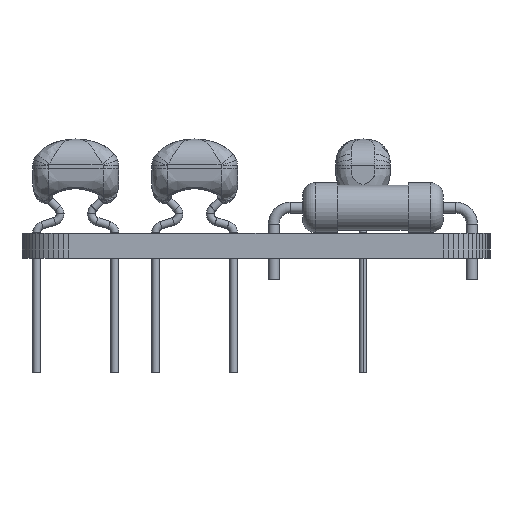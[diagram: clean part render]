
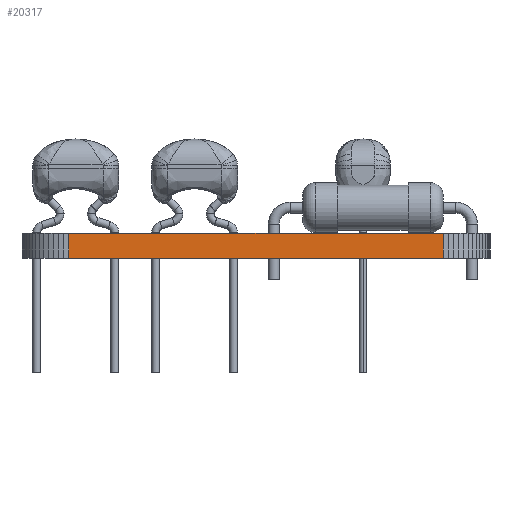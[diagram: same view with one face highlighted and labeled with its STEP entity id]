
A CAD part, front view. The second image highlights one B-rep face of the part: STEP entity #20317.
In plain terms, the highlighted planar face has unit normal (0, -1, 0).
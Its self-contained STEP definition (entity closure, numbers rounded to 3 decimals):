
#13359 = PLANE('',#13360);
#13360 = AXIS2_PLACEMENT_3D('',#13361,#13362,#13363);
#13361 = CARTESIAN_POINT('',(143.,-66.,1.6));
#13362 = DIRECTION('',(-0.,-0.,-1.));
#13363 = DIRECTION('',(-1.,0.,0.));
#13413 = PLANE('',#13414);
#13414 = AXIS2_PLACEMENT_3D('',#13415,#13416,#13417);
#13415 = CARTESIAN_POINT('',(143.,-66.,0.));
#13416 = DIRECTION('',(-0.,-0.,-1.));
#13417 = DIRECTION('',(-1.,0.,0.));
#14278 = VERTEX_POINT('',#14279);
#14279 = CARTESIAN_POINT('',(155.,-85.,0.));
#14293 = PLANE('',#14294);
#14294 = AXIS2_PLACEMENT_3D('',#14295,#14296,#14297);
#14295 = CARTESIAN_POINT('',(155.336,-84.981,0.));
#14296 = DIRECTION('',(0.056,-0.998,0.));
#14297 = DIRECTION('',(-0.998,-0.056,0.));
#14305 = EDGE_CURVE('',#14278,#14306,#14308,.T.);
#14306 = VERTEX_POINT('',#14307);
#14307 = CARTESIAN_POINT('',(131.,-85.,0.));
#14308 = SURFACE_CURVE('',#14309,(#14313,#14320),.PCURVE_S1.);
#14309 = LINE('',#14310,#14311);
#14310 = CARTESIAN_POINT('',(155.,-85.,0.));
#14311 = VECTOR('',#14312,1.);
#14312 = DIRECTION('',(-1.,0.,0.));
#14313 = PCURVE('',#13413,#14314);
#14314 = DEFINITIONAL_REPRESENTATION('',(#14315),#14319);
#14315 = LINE('',#14316,#14317);
#14316 = CARTESIAN_POINT('',(-12.,-19.));
#14317 = VECTOR('',#14318,1.);
#14318 = DIRECTION('',(1.,0.));
#14319 = ( GEOMETRIC_REPRESENTATION_CONTEXT(2) 
PARAMETRIC_REPRESENTATION_CONTEXT() REPRESENTATION_CONTEXT('2D SPACE',''
  ) );
#14320 = PCURVE('',#14321,#14326);
#14321 = PLANE('',#14322);
#14322 = AXIS2_PLACEMENT_3D('',#14323,#14324,#14325);
#14323 = CARTESIAN_POINT('',(155.,-85.,0.));
#14324 = DIRECTION('',(0.,-1.,0.));
#14325 = DIRECTION('',(-1.,0.,0.));
#14326 = DEFINITIONAL_REPRESENTATION('',(#14327),#14331);
#14327 = LINE('',#14328,#14329);
#14328 = CARTESIAN_POINT('',(0.,-0.));
#14329 = VECTOR('',#14330,1.);
#14330 = DIRECTION('',(1.,0.));
#14331 = ( GEOMETRIC_REPRESENTATION_CONTEXT(2) 
PARAMETRIC_REPRESENTATION_CONTEXT() REPRESENTATION_CONTEXT('2D SPACE',''
  ) );
#14349 = PLANE('',#14350);
#14350 = AXIS2_PLACEMENT_3D('',#14351,#14352,#14353);
#14351 = CARTESIAN_POINT('',(131.,-85.,0.));
#14352 = DIRECTION('',(-0.056,-0.998,0.));
#14353 = DIRECTION('',(-0.998,0.056,0.));
#17043 = VERTEX_POINT('',#17044);
#17044 = CARTESIAN_POINT('',(155.,-85.,1.6));
#17065 = EDGE_CURVE('',#17043,#17066,#17068,.T.);
#17066 = VERTEX_POINT('',#17067);
#17067 = CARTESIAN_POINT('',(131.,-85.,1.6));
#17068 = SURFACE_CURVE('',#17069,(#17073,#17080),.PCURVE_S1.);
#17069 = LINE('',#17070,#17071);
#17070 = CARTESIAN_POINT('',(155.,-85.,1.6));
#17071 = VECTOR('',#17072,1.);
#17072 = DIRECTION('',(-1.,0.,0.));
#17073 = PCURVE('',#13359,#17074);
#17074 = DEFINITIONAL_REPRESENTATION('',(#17075),#17079);
#17075 = LINE('',#17076,#17077);
#17076 = CARTESIAN_POINT('',(-12.,-19.));
#17077 = VECTOR('',#17078,1.);
#17078 = DIRECTION('',(1.,0.));
#17079 = ( GEOMETRIC_REPRESENTATION_CONTEXT(2) 
PARAMETRIC_REPRESENTATION_CONTEXT() REPRESENTATION_CONTEXT('2D SPACE',''
  ) );
#17080 = PCURVE('',#14321,#17081);
#17081 = DEFINITIONAL_REPRESENTATION('',(#17082),#17086);
#17082 = LINE('',#17083,#17084);
#17083 = CARTESIAN_POINT('',(0.,-1.6));
#17084 = VECTOR('',#17085,1.);
#17085 = DIRECTION('',(1.,0.));
#17086 = ( GEOMETRIC_REPRESENTATION_CONTEXT(2) 
PARAMETRIC_REPRESENTATION_CONTEXT() REPRESENTATION_CONTEXT('2D SPACE',''
  ) );
#20269 = EDGE_CURVE('',#14278,#17043,#20270,.T.);
#20270 = SURFACE_CURVE('',#20271,(#20275,#20282),.PCURVE_S1.);
#20271 = LINE('',#20272,#20273);
#20272 = CARTESIAN_POINT('',(155.,-85.,0.));
#20273 = VECTOR('',#20274,1.);
#20274 = DIRECTION('',(0.,0.,1.));
#20275 = PCURVE('',#14293,#20276);
#20276 = DEFINITIONAL_REPRESENTATION('',(#20277),#20281);
#20277 = LINE('',#20278,#20279);
#20278 = CARTESIAN_POINT('',(0.336,0.));
#20279 = VECTOR('',#20280,1.);
#20280 = DIRECTION('',(0.,-1.));
#20281 = ( GEOMETRIC_REPRESENTATION_CONTEXT(2) 
PARAMETRIC_REPRESENTATION_CONTEXT() REPRESENTATION_CONTEXT('2D SPACE',''
  ) );
#20282 = PCURVE('',#14321,#20283);
#20283 = DEFINITIONAL_REPRESENTATION('',(#20284),#20288);
#20284 = LINE('',#20285,#20286);
#20285 = CARTESIAN_POINT('',(0.,-0.));
#20286 = VECTOR('',#20287,1.);
#20287 = DIRECTION('',(0.,-1.));
#20288 = ( GEOMETRIC_REPRESENTATION_CONTEXT(2) 
PARAMETRIC_REPRESENTATION_CONTEXT() REPRESENTATION_CONTEXT('2D SPACE',''
  ) );
#20317 = ADVANCED_FACE('',(#20318),#14321,.T.);
#20318 = FACE_BOUND('',#20319,.T.);
#20319 = EDGE_LOOP('',(#20320,#20321,#20322,#20343));
#20320 = ORIENTED_EDGE('',*,*,#20269,.T.);
#20321 = ORIENTED_EDGE('',*,*,#17065,.T.);
#20322 = ORIENTED_EDGE('',*,*,#20323,.F.);
#20323 = EDGE_CURVE('',#14306,#17066,#20324,.T.);
#20324 = SURFACE_CURVE('',#20325,(#20329,#20336),.PCURVE_S1.);
#20325 = LINE('',#20326,#20327);
#20326 = CARTESIAN_POINT('',(131.,-85.,0.));
#20327 = VECTOR('',#20328,1.);
#20328 = DIRECTION('',(0.,0.,1.));
#20329 = PCURVE('',#14321,#20330);
#20330 = DEFINITIONAL_REPRESENTATION('',(#20331),#20335);
#20331 = LINE('',#20332,#20333);
#20332 = CARTESIAN_POINT('',(24.,0.));
#20333 = VECTOR('',#20334,1.);
#20334 = DIRECTION('',(0.,-1.));
#20335 = ( GEOMETRIC_REPRESENTATION_CONTEXT(2) 
PARAMETRIC_REPRESENTATION_CONTEXT() REPRESENTATION_CONTEXT('2D SPACE',''
  ) );
#20336 = PCURVE('',#14349,#20337);
#20337 = DEFINITIONAL_REPRESENTATION('',(#20338),#20342);
#20338 = LINE('',#20339,#20340);
#20339 = CARTESIAN_POINT('',(0.,0.));
#20340 = VECTOR('',#20341,1.);
#20341 = DIRECTION('',(0.,-1.));
#20342 = ( GEOMETRIC_REPRESENTATION_CONTEXT(2) 
PARAMETRIC_REPRESENTATION_CONTEXT() REPRESENTATION_CONTEXT('2D SPACE',''
  ) );
#20343 = ORIENTED_EDGE('',*,*,#14305,.F.);
